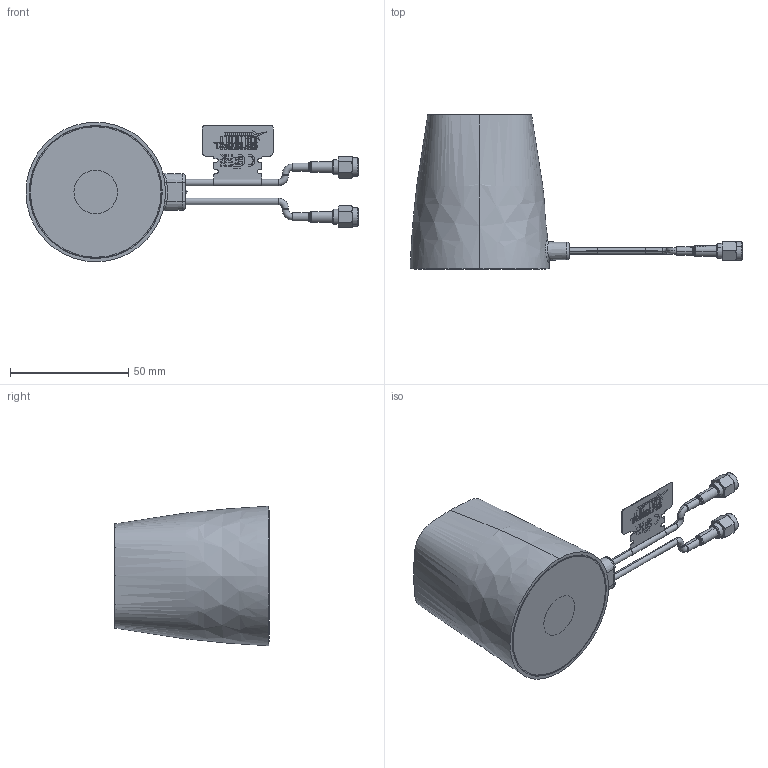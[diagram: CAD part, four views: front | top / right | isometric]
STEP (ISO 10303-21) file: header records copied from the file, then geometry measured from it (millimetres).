
FILE_DESCRIPTION (( 'STEP AP214' ), '1' );
FILE_NAME ('MA342.W.BI.001_Web.STEP', '2024-09-25T05:56:17', ( '' ), ( '' ), 'SwSTEP 2.0', 'SolidWorks 2022', '' );
FILE_SCHEMA (( 'AUTOMOTIVE_DESIGN' ));
Length unit declared in the file: millimetre
Products named in the file (1): MA342.W.BI.001_Web
Bounding box: 140.29 x 65.1 x 58.92 mm (x, y, z)
Surface area: 22699.2 mm2 (no closed solid volume)
Topology: 0 solids, 60 shells, 376 faces, 2288 edges, 1976 vertices
Faces by surface type: plane 154, cylinder 114, torus 62, cone 28, bspline 16, sphere 2
Entity records: 31554 total; most frequent: CARTESIAN_POINT 10791, DIRECTION 3142, ORIENTED_EDGE 2884, EDGE_CURVE 2288, VERTEX_POINT 1976, VECTOR 1646, LINE 1646, AXIS2_PLACEMENT_3D 748
